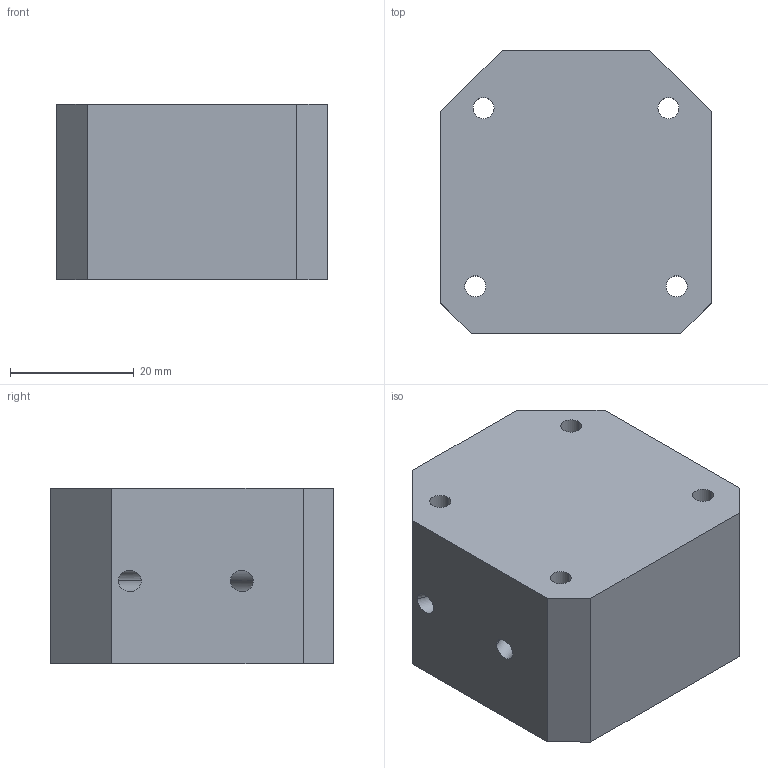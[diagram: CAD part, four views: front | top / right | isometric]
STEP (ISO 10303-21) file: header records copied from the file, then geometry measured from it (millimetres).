
FILE_DESCRIPTION (( 'STEP AP214' ), '1' );
FILE_NAME ('middle_arm.STEP', '2025-05-27T14:01:18', ( '' ), ( '' ), 'SwSTEP 2.0', 'SolidWorks 2025', '' );
FILE_SCHEMA (( 'AUTOMOTIVE_DESIGN' ));
Length unit declared in the file: millimetre
Products named in the file (1): middle_arm_inside
Bounding box: 43.7 x 45.7 x 28.4 mm (x, y, z)
Volume: 50640.2 mm3; surface area: 11040.4 mm2
Topology: 1 solids, 1 shells, 78 faces, 196 edges, 124 vertices
Faces by surface type: plane 38, cylinder 32, cone 8
Entity records: 2331 total; most frequent: CARTESIAN_POINT 415, DIRECTION 394, ORIENTED_EDGE 376, EDGE_CURVE 188, AXIS2_PLACEMENT_3D 135, VERTEX_POINT 124, VECTOR 124, LINE 124
